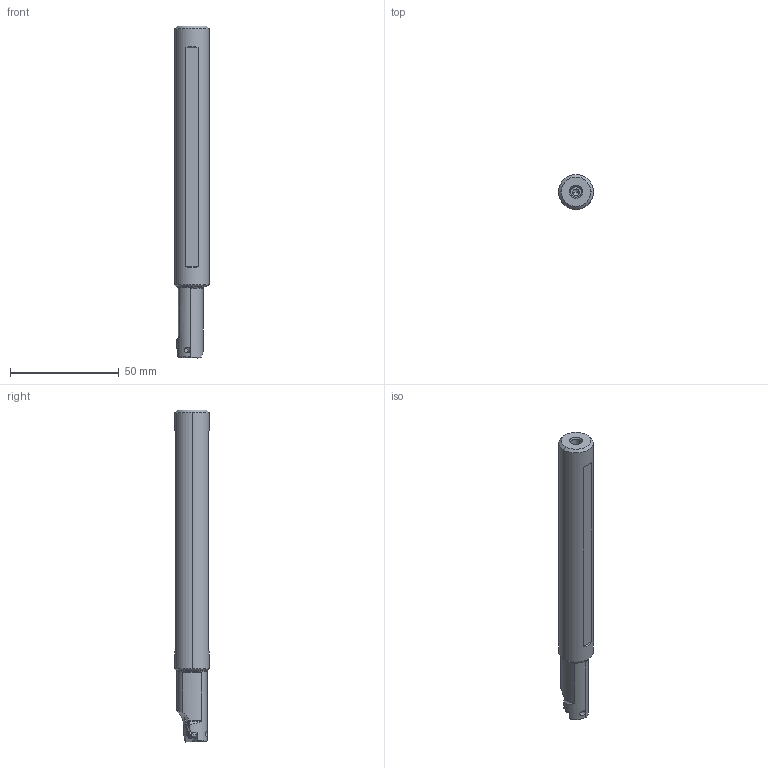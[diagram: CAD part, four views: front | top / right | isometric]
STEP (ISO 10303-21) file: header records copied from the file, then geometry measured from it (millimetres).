
FILE_DESCRIPTION(/* description */ (''),/* implementation_level */ '2;1');
FILE_NAME(/* name */ 'MMTIR102-0_60-2_5-C.stp',/* time_stamp */ '2021-04-05T08:19:26+09:00',/* author */ (''),/* organization */ (''),/* preprocessor_version */ 'ST-DEVELOPER v16',/* originating_system */ 'SIEMENS PLM Software NX 10.0',/* authorisation */ '');
FILE_SCHEMA (('AUTOMOTIVE_DESIGN { 1 0 10303 214 3 1 1 1 }'));
Length unit declared in the file: millimetre
Products named in the file (1): MMTIR102-0_60-2_5-C_ASM
Bounding box: 15.88 x 15.88 x 152.54 mm (x, y, z)
Volume: 24233.9 mm3; surface area: 9709.1 mm2
Topology: 2 solids, 2 shells, 80 faces, 236 edges, 162 vertices
Faces by surface type: cylinder 32, plane 23, cone 20, torus 5
Entity records: 3424 total; most frequent: CARTESIAN_POINT 1150, DIRECTION 476, ORIENTED_EDGE 464, EDGE_CURVE 232, AXIS2_PLACEMENT_3D 197, VERTEX_POINT 159, CIRCLE 94, EDGE_LOOP 87
